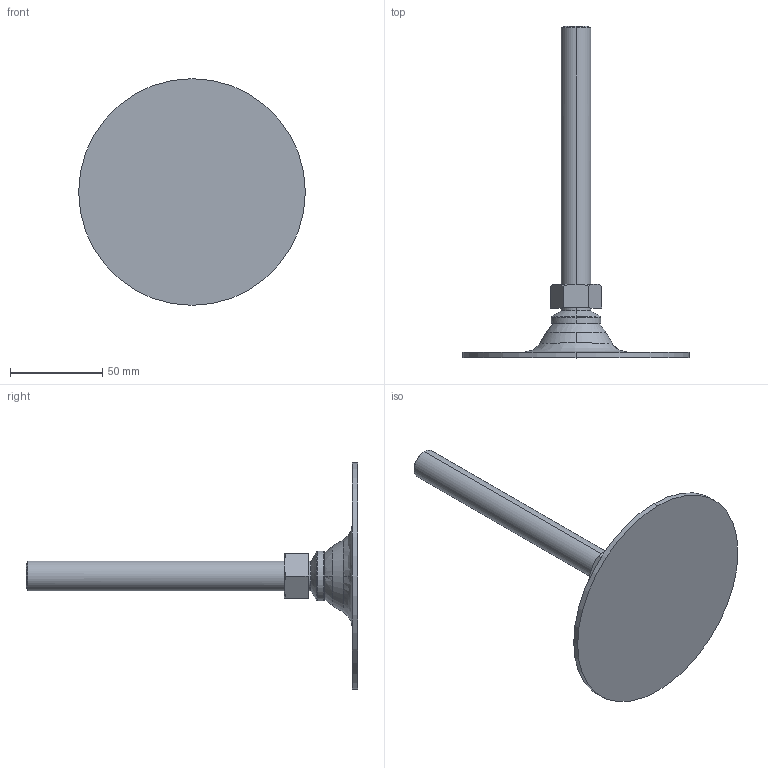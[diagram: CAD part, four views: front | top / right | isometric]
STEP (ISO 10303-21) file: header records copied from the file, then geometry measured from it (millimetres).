
FILE_DESCRIPTION (( 'STEP AP214' ), '1' );
FILE_NAME ('Rexnord-R0349 -682721N.STEP', '2023-08-01T08:05:39', ( '' ), ( '' ), 'SwSTEP 2.0', 'SolidWorks 2022', '' );
FILE_SCHEMA (( 'AUTOMOTIVE_DESIGN' ));
Length unit declared in the file: millimetre
Products named in the file (3): Rexnord-R0349 -682721N; Rexnord-R0349 -682721N_R0349; Rexnord-R0349 -682721N_M16
Assembly tree (2 placements, depth 2):
  Rexnord-R0349 -682721N
    Rexnord-R0349 -682721N_R0349
    Rexnord-R0349 -682721N_M16
Bounding box: 123 x 180 x 123 mm (x, y, z)
Volume: 91134.8 mm3; surface area: 36366.6 mm2
Topology: 2 solids, 2 shells, 46 faces, 106 edges, 66 vertices
Faces by surface type: plane 18, cone 14, cylinder 8, bspline 6
Entity records: 2075 total; most frequent: CARTESIAN_POINT 475, DIRECTION 226, ORIENTED_EDGE 208, EDGE_CURVE 104, AXIS2_PLACEMENT_3D 95, VERTEX_POINT 66, EDGE_LOOP 52, UNCERTAINTY_MEASURE_WITH_UNIT 50
